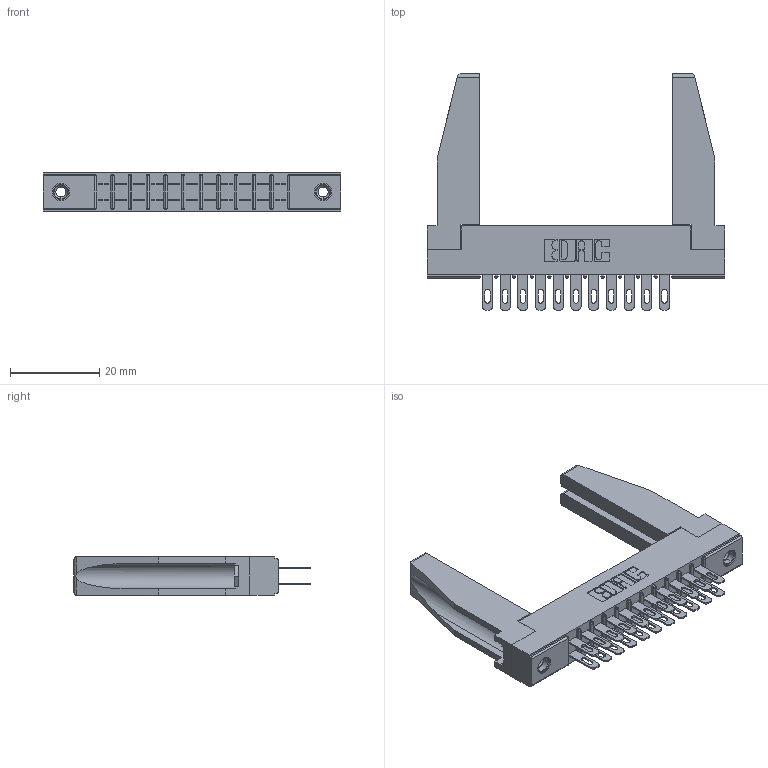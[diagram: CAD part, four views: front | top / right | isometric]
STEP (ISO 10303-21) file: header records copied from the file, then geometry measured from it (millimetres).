
FILE_DESCRIPTION (( 'STEP AP203' ), '1' );
FILE_NAME ('305-022-500-278.STEP', '2019-09-09T13:29:16', ( '' ), ( '' ), 'SwSTEP 2.0', 'SolidWorks 2016', '' );
FILE_SCHEMA (( 'CONFIG_CONTROL_DESIGN' ));
Length unit declared in the file: inch
Products named in the file (5): 305-290-001_500; 345-250-001_345-250-001-102; 305 Part_.156 Dia; 305-022-500-278; 307-220-078
Assembly tree (27 placements, depth 2):
  305-022-500-278
    305 Part_.156 Dia
    305-290-001_500  x22
    345-250-001_345-250-001-102  x2
    307-220-078  x2
Bounding box: 66.6 x 52.88 x 8.71 mm (x, y, z)
Volume: 8250.9 mm3; surface area: 11616 mm2
Topology: 27 solids, 27 shells, 1346 faces, 3803 edges, 2466 vertices
Faces by surface type: plane 768, cylinder 518, sphere 44, cone 12, torus 4
Entity records: 18145 total; most frequent: CARTESIAN_POINT 3009, ORIENTED_EDGE 2940, DIRECTION 2896, EDGE_CURVE 1470, LINE 1150, VECTOR 1150, VERTEX_POINT 944, AXIS2_PLACEMENT_3D 873
